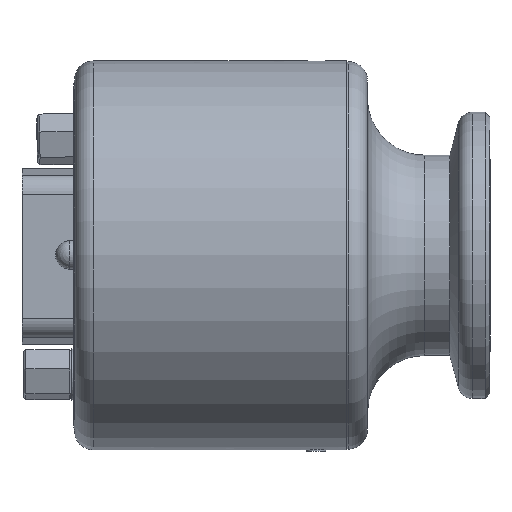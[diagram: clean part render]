
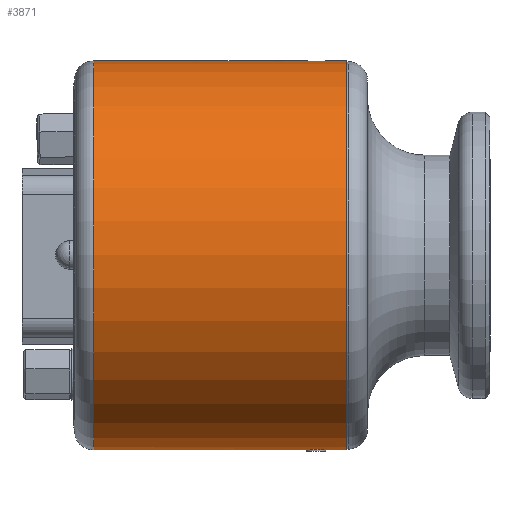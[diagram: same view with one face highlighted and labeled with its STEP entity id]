
A CAD part, top view. The second image highlights one B-rep face of the part: STEP entity #3871.
In plain terms, the highlighted cylindrical face has radius 20.375 mm (diameter 40.75 mm), a full revolution.
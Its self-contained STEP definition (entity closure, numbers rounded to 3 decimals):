
#3086=CARTESIAN_POINT('',(20.342,3.175,1.151));
#3087=VERTEX_POINT('',#3086);
#3088=CARTESIAN_POINT('',(20.342,3.175,1.151));
#3089=CARTESIAN_POINT('',(20.342,3.32,1.151));
#3090=CARTESIAN_POINT('',(20.344,3.474,1.122));
#3091=CARTESIAN_POINT('',(20.35,3.757,1.004));
#3092=CARTESIAN_POINT('',(20.355,3.886,0.916));
#3093=CARTESIAN_POINT('',(20.363,4.091,0.711));
#3094=CARTESIAN_POINT('',(20.367,4.179,0.582));
#3095=CARTESIAN_POINT('',(20.373,4.297,0.299));
#3096=CARTESIAN_POINT('',(20.375,4.326,0.145));
#3097=CARTESIAN_POINT('',(20.375,4.326,-0.145));
#3098=CARTESIAN_POINT('',(20.373,4.297,-0.299));
#3099=CARTESIAN_POINT('',(20.367,4.179,-0.582));
#3100=CARTESIAN_POINT('',(20.363,4.091,-0.711));
#3101=CARTESIAN_POINT('',(20.355,3.886,-0.916));
#3102=CARTESIAN_POINT('',(20.35,3.757,-1.004));
#3103=CARTESIAN_POINT('',(20.344,3.474,-1.122));
#3104=CARTESIAN_POINT('',(20.342,3.32,-1.151));
#3105=CARTESIAN_POINT('',(20.342,3.03,-1.151));
#3106=CARTESIAN_POINT('',(20.344,2.876,-1.122));
#3107=CARTESIAN_POINT('',(20.35,2.593,-1.004));
#3108=CARTESIAN_POINT('',(20.355,2.464,-0.916));
#3109=CARTESIAN_POINT('',(20.363,2.259,-0.711));
#3110=CARTESIAN_POINT('',(20.367,2.171,-0.582));
#3111=CARTESIAN_POINT('',(20.373,2.053,-0.299));
#3112=CARTESIAN_POINT('',(20.375,2.024,-0.145));
#3113=CARTESIAN_POINT('',(20.375,2.024,0.145));
#3114=CARTESIAN_POINT('',(20.373,2.053,0.299));
#3115=CARTESIAN_POINT('',(20.367,2.171,0.582));
#3116=CARTESIAN_POINT('',(20.363,2.259,0.711));
#3117=CARTESIAN_POINT('',(20.355,2.464,0.916));
#3118=CARTESIAN_POINT('',(20.35,2.593,1.004));
#3119=CARTESIAN_POINT('',(20.344,2.876,1.122));
#3120=CARTESIAN_POINT('',(20.342,3.03,1.151));
#3121=CARTESIAN_POINT('',(20.342,3.175,1.151));
#3122=B_SPLINE_CURVE_WITH_KNOTS('',3,(#3088,#3089,#3090,#3091,#3092,#3093,#3094,#3095,#3096,#3097,#3098,#3099,#3100,#3101,#3102,#3103,#3104,#3105,#3106,#3107,#3108,#3109,#3110,#3111,#3112,#3113,#3114,#3115,#3116,#3117,#3118,#3119,#3120,#3121),.UNSPECIFIED.,.T.,.U.,(4,2,2,2,2,2,2,2,2,2,2,2,2,2,2,2,4),(0.0,0.043,0.087,0.13,0.173,0.217,0.26,0.303,0.347,0.39,0.434,0.477,0.52,0.564,0.607,0.65,0.694),.UNSPECIFIED.);
#3123=EDGE_CURVE('',#3087,#3087,#3122,.T.);
#3174=CARTESIAN_POINT('',(-20.342,3.175,1.151));
#3175=VERTEX_POINT('',#3174);
#3176=CARTESIAN_POINT('',(-20.342,3.175,1.151));
#3177=CARTESIAN_POINT('',(-20.342,3.03,1.151));
#3178=CARTESIAN_POINT('',(-20.344,2.876,1.122));
#3179=CARTESIAN_POINT('',(-20.35,2.593,1.004));
#3180=CARTESIAN_POINT('',(-20.355,2.464,0.916));
#3181=CARTESIAN_POINT('',(-20.363,2.259,0.711));
#3182=CARTESIAN_POINT('',(-20.367,2.171,0.582));
#3183=CARTESIAN_POINT('',(-20.373,2.053,0.299));
#3184=CARTESIAN_POINT('',(-20.375,2.024,0.145));
#3185=CARTESIAN_POINT('',(-20.375,2.024,-0.145));
#3186=CARTESIAN_POINT('',(-20.373,2.053,-0.299));
#3187=CARTESIAN_POINT('',(-20.367,2.171,-0.582));
#3188=CARTESIAN_POINT('',(-20.363,2.259,-0.711));
#3189=CARTESIAN_POINT('',(-20.355,2.464,-0.916));
#3190=CARTESIAN_POINT('',(-20.35,2.593,-1.004));
#3191=CARTESIAN_POINT('',(-20.344,2.876,-1.122));
#3192=CARTESIAN_POINT('',(-20.342,3.03,-1.151));
#3193=CARTESIAN_POINT('',(-20.342,3.32,-1.151));
#3194=CARTESIAN_POINT('',(-20.344,3.474,-1.122));
#3195=CARTESIAN_POINT('',(-20.35,3.757,-1.004));
#3196=CARTESIAN_POINT('',(-20.355,3.886,-0.916));
#3197=CARTESIAN_POINT('',(-20.363,4.091,-0.711));
#3198=CARTESIAN_POINT('',(-20.367,4.179,-0.582));
#3199=CARTESIAN_POINT('',(-20.373,4.297,-0.299));
#3200=CARTESIAN_POINT('',(-20.375,4.326,-0.145));
#3201=CARTESIAN_POINT('',(-20.375,4.326,0.145));
#3202=CARTESIAN_POINT('',(-20.373,4.297,0.299));
#3203=CARTESIAN_POINT('',(-20.367,4.179,0.582));
#3204=CARTESIAN_POINT('',(-20.363,4.091,0.711));
#3205=CARTESIAN_POINT('',(-20.355,3.886,0.916));
#3206=CARTESIAN_POINT('',(-20.35,3.757,1.004));
#3207=CARTESIAN_POINT('',(-20.344,3.474,1.122));
#3208=CARTESIAN_POINT('',(-20.342,3.32,1.151));
#3209=CARTESIAN_POINT('',(-20.342,3.175,1.151));
#3210=B_SPLINE_CURVE_WITH_KNOTS('',3,(#3176,#3177,#3178,#3179,#3180,#3181,#3182,#3183,#3184,#3185,#3186,#3187,#3188,#3189,#3190,#3191,#3192,#3193,#3194,#3195,#3196,#3197,#3198,#3199,#3200,#3201,#3202,#3203,#3204,#3205,#3206,#3207,#3208,#3209),.UNSPECIFIED.,.T.,.U.,(4,2,2,2,2,2,2,2,2,2,2,2,2,2,2,2,4),(0.0,0.043,0.087,0.13,0.173,0.217,0.26,0.303,0.347,0.39,0.434,0.477,0.52,0.564,0.607,0.65,0.694),.UNSPECIFIED.);
#3211=EDGE_CURVE('',#3175,#3175,#3210,.T.);
#3689=CARTESIAN_POINT('',(20.375,0.,0.0));
#3690=VERTEX_POINT('',#3689);
#3691=CARTESIAN_POINT('',(0.,0.,0.0));
#3692=DIRECTION('',(0.0,-1.0,0.0));
#3693=DIRECTION('',(1.0,0.0,0.0));
#3694=AXIS2_PLACEMENT_3D('',#3691,#3692,#3693);
#3695=CIRCLE('',#3694,20.375);
#3696=EDGE_CURVE('',#3690,#3690,#3695,.T.);
#3839=CARTESIAN_POINT('',(20.375,26.5,0.0));
#3840=VERTEX_POINT('',#3839);
#3841=CARTESIAN_POINT('',(0.,26.5,0.0));
#3842=DIRECTION('',(0.0,-1.0,0.0));
#3843=DIRECTION('',(1.0,0.0,0.0));
#3844=AXIS2_PLACEMENT_3D('',#3841,#3842,#3843);
#3845=CIRCLE('',#3844,20.375);
#3846=EDGE_CURVE('',#3840,#3840,#3845,.T.);
#3854=CARTESIAN_POINT('',(0.,13.25,0.0));
#3855=DIRECTION('',(0.,-1.0,0.0));
#3856=DIRECTION('',(1.0,0.0,0.0));
#3857=AXIS2_PLACEMENT_3D('',#3854,#3855,#3856);
#3858=CYLINDRICAL_SURFACE('',#3857,20.375);
#3859=ORIENTED_EDGE('',*,*,#3696,.F.);
#3860=EDGE_LOOP('',(#3859));
#3861=FACE_OUTER_BOUND('',#3860,.T.);
#3862=ORIENTED_EDGE('',*,*,#3123,.T.);
#3863=EDGE_LOOP('',(#3862));
#3864=FACE_BOUND('',#3863,.T.);
#3865=ORIENTED_EDGE('',*,*,#3211,.T.);
#3866=EDGE_LOOP('',(#3865));
#3867=FACE_BOUND('',#3866,.T.);
#3868=ORIENTED_EDGE('',*,*,#3846,.T.);
#3869=EDGE_LOOP('',(#3868));
#3870=FACE_BOUND('',#3869,.T.);
#3871=ADVANCED_FACE('',(#3861,#3864,#3867,#3870),#3858,.T.);
